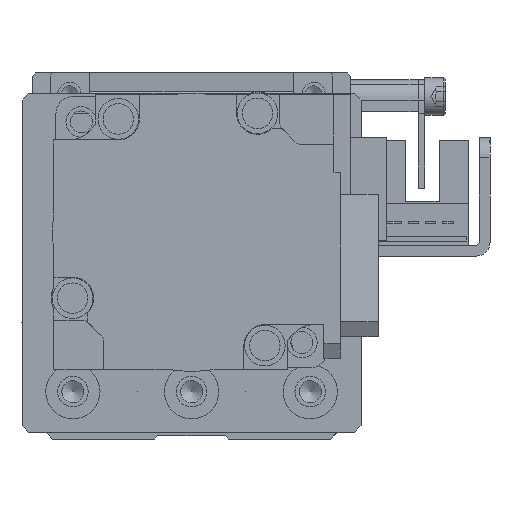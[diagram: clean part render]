
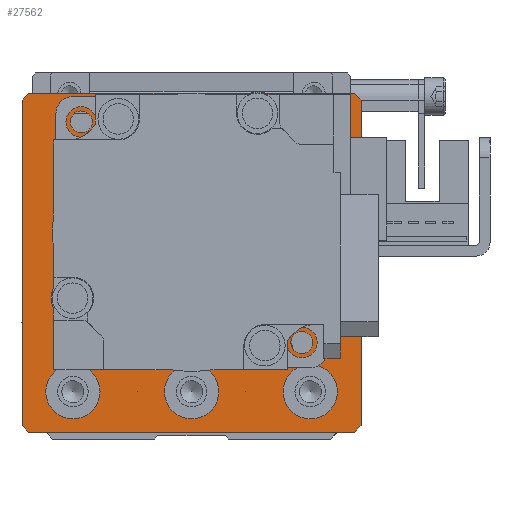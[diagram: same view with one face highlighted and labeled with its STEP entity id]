
A CAD part, front view. The second image highlights one B-rep face of the part: STEP entity #27562.
In plain terms, the highlighted face is planar.
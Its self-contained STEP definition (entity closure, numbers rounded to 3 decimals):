
#895=FACE_BOUND('',#4094,.T.);
#896=FACE_BOUND('',#4095,.T.);
#897=FACE_BOUND('',#4096,.T.);
#898=FACE_BOUND('',#4097,.T.);
#899=FACE_BOUND('',#4098,.T.);
#900=FACE_BOUND('',#4099,.T.);
#901=FACE_BOUND('',#4100,.T.);
#902=FACE_BOUND('',#4101,.T.);
#1389=PLANE('',#30001);
#2381=FACE_OUTER_BOUND('',#4093,.T.);
#4093=EDGE_LOOP('',(#20529,#20530,#20531,#20532,#20533,#20534,#20535,#20536));
#4094=EDGE_LOOP('',(#20537));
#4095=EDGE_LOOP('',(#20538));
#4096=EDGE_LOOP('',(#20539));
#4097=EDGE_LOOP('',(#20540));
#4098=EDGE_LOOP('',(#20541));
#4099=EDGE_LOOP('',(#20542));
#4100=EDGE_LOOP('',(#20543));
#4101=EDGE_LOOP('',(#20544));
#6193=LINE('',#43080,#8600);
#6199=LINE('',#43091,#8606);
#6206=LINE('',#43126,#8613);
#6209=LINE('',#43131,#8616);
#6210=LINE('',#43135,#8617);
#6213=LINE('',#43139,#8620);
#6214=LINE('',#43142,#8621);
#6231=LINE('',#43212,#8638);
#8600=VECTOR('',#34319,10.);
#8606=VECTOR('',#34327,10.);
#8613=VECTOR('',#34358,10.);
#8616=VECTOR('',#34363,10.);
#8617=VECTOR('',#34366,10.);
#8620=VECTOR('',#34371,10.);
#8621=VECTOR('',#34374,10.);
#8638=VECTOR('',#34461,10.);
#10692=CIRCLE('',#29976,4.);
#10695=CIRCLE('',#29982,4.);
#10698=CIRCLE('',#29988,4.);
#10699=CIRCLE('',#29991,1.621);
#10700=CIRCLE('',#29993,1.621);
#10701=CIRCLE('',#29995,1.621);
#10702=CIRCLE('',#29997,1.621);
#10703=CIRCLE('',#29999,15.);
#12479=VERTEX_POINT('',#43078);
#12480=VERTEX_POINT('',#43079);
#12484=VERTEX_POINT('',#43089);
#12500=VERTEX_POINT('',#43125);
#12501=VERTEX_POINT('',#43129);
#12502=VERTEX_POINT('',#43133);
#12503=VERTEX_POINT('',#43134);
#12504=VERTEX_POINT('',#43141);
#12511=VERTEX_POINT('',#43164);
#12514=VERTEX_POINT('',#43175);
#12517=VERTEX_POINT('',#43186);
#12518=VERTEX_POINT('',#43192);
#12519=VERTEX_POINT('',#43196);
#12520=VERTEX_POINT('',#43200);
#12521=VERTEX_POINT('',#43204);
#12522=VERTEX_POINT('',#43208);
#15443=EDGE_CURVE('',#12479,#12480,#6193,.T.);
#15449=EDGE_CURVE('',#12479,#12484,#6199,.T.);
#15466=EDGE_CURVE('',#12500,#12484,#6206,.T.);
#15469=EDGE_CURVE('',#12500,#12501,#6209,.T.);
#15470=EDGE_CURVE('',#12502,#12503,#6210,.T.);
#15473=EDGE_CURVE('',#12502,#12480,#6213,.T.);
#15474=EDGE_CURVE('',#12504,#12501,#6214,.T.);
#15484=EDGE_CURVE('',#12511,#12511,#10692,.T.);
#15489=EDGE_CURVE('',#12514,#12514,#10695,.T.);
#15494=EDGE_CURVE('',#12517,#12517,#10698,.T.);
#15497=EDGE_CURVE('',#12518,#12518,#10699,.T.);
#15499=EDGE_CURVE('',#12519,#12519,#10700,.T.);
#15501=EDGE_CURVE('',#12520,#12520,#10701,.T.);
#15503=EDGE_CURVE('',#12521,#12521,#10702,.T.);
#15505=EDGE_CURVE('',#12522,#12522,#10703,.T.);
#15507=EDGE_CURVE('',#12504,#12503,#6231,.T.);
#20529=ORIENTED_EDGE('',*,*,#15443,.F.);
#20530=ORIENTED_EDGE('',*,*,#15449,.T.);
#20531=ORIENTED_EDGE('',*,*,#15466,.F.);
#20532=ORIENTED_EDGE('',*,*,#15469,.T.);
#20533=ORIENTED_EDGE('',*,*,#15474,.F.);
#20534=ORIENTED_EDGE('',*,*,#15507,.T.);
#20535=ORIENTED_EDGE('',*,*,#15470,.F.);
#20536=ORIENTED_EDGE('',*,*,#15473,.T.);
#20537=ORIENTED_EDGE('',*,*,#15484,.T.);
#20538=ORIENTED_EDGE('',*,*,#15489,.T.);
#20539=ORIENTED_EDGE('',*,*,#15494,.T.);
#20540=ORIENTED_EDGE('',*,*,#15497,.T.);
#20541=ORIENTED_EDGE('',*,*,#15499,.T.);
#20542=ORIENTED_EDGE('',*,*,#15501,.T.);
#20543=ORIENTED_EDGE('',*,*,#15503,.T.);
#20544=ORIENTED_EDGE('',*,*,#15505,.T.);
#27562=ADVANCED_FACE('',(#2381,#895,#896,#897,#898,#899,#900,#901,#902),
#1389,.T.);
#29976=AXIS2_PLACEMENT_3D('',#43165,#34400,#34401);
#29982=AXIS2_PLACEMENT_3D('',#43176,#34414,#34415);
#29988=AXIS2_PLACEMENT_3D('',#43187,#34428,#34429);
#29991=AXIS2_PLACEMENT_3D('',#43193,#34436,#34437);
#29993=AXIS2_PLACEMENT_3D('',#43197,#34441,#34442);
#29995=AXIS2_PLACEMENT_3D('',#43201,#34446,#34447);
#29997=AXIS2_PLACEMENT_3D('',#43205,#34451,#34452);
#29999=AXIS2_PLACEMENT_3D('',#43209,#34456,#34457);
#30001=AXIS2_PLACEMENT_3D('',#43213,#34462,#34463);
#34319=DIRECTION('',(-0.707,0.707,0.));
#34327=DIRECTION('',(1.,0.,0.));
#34358=DIRECTION('',(-0.707,-0.707,0.));
#34363=DIRECTION('',(0.,1.,0.));
#34366=DIRECTION('',(0.707,0.707,0.));
#34371=DIRECTION('',(0.,-1.,0.));
#34374=DIRECTION('',(0.707,-0.707,0.));
#34400=DIRECTION('center_axis',(0.,0.,-1.));
#34401=DIRECTION('ref_axis',(1.,0.,0.));
#34414=DIRECTION('center_axis',(0.,0.,-1.));
#34415=DIRECTION('ref_axis',(1.,0.,0.));
#34428=DIRECTION('center_axis',(0.,0.,-1.));
#34429=DIRECTION('ref_axis',(1.,0.,0.));
#34436=DIRECTION('center_axis',(0.,0.,-1.));
#34437=DIRECTION('ref_axis',(1.,0.,0.));
#34441=DIRECTION('center_axis',(0.,0.,-1.));
#34442=DIRECTION('ref_axis',(1.,0.,0.));
#34446=DIRECTION('center_axis',(0.,0.,-1.));
#34447=DIRECTION('ref_axis',(1.,0.,0.));
#34451=DIRECTION('center_axis',(0.,0.,-1.));
#34452=DIRECTION('ref_axis',(1.,0.,0.));
#34456=DIRECTION('center_axis',(0.,0.,-1.));
#34457=DIRECTION('ref_axis',(1.,0.,0.));
#34461=DIRECTION('',(-1.,0.,0.));
#34462=DIRECTION('center_axis',(0.,0.,1.));
#34463=DIRECTION('ref_axis',(1.,0.,0.));
#43078=CARTESIAN_POINT('',(-24.,-25.,10.));
#43079=CARTESIAN_POINT('',(-25.,-24.,10.));
#43080=CARTESIAN_POINT('',(-24.5,-24.5,10.));
#43089=CARTESIAN_POINT('',(24.,-25.,10.));
#43091=CARTESIAN_POINT('',(-25.,-25.,10.));
#43125=CARTESIAN_POINT('',(25.,-24.,10.));
#43126=CARTESIAN_POINT('',(24.5,-24.5,10.));
#43129=CARTESIAN_POINT('',(25.,24.,10.));
#43131=CARTESIAN_POINT('',(25.,-25.,10.));
#43133=CARTESIAN_POINT('',(-25.,24.,10.));
#43134=CARTESIAN_POINT('',(-24.,25.,10.));
#43135=CARTESIAN_POINT('',(-24.5,24.5,10.));
#43139=CARTESIAN_POINT('',(-25.,25.,10.));
#43141=CARTESIAN_POINT('',(24.,25.,10.));
#43142=CARTESIAN_POINT('',(24.5,24.5,10.));
#43164=CARTESIAN_POINT('',(-4.,-19.,10.));
#43165=CARTESIAN_POINT('Origin',(0.,-19.,10.));
#43175=CARTESIAN_POINT('',(-21.5,-19.,10.));
#43176=CARTESIAN_POINT('Origin',(-17.5,-19.,10.));
#43186=CARTESIAN_POINT('',(13.5,-19.,10.));
#43187=CARTESIAN_POINT('Origin',(17.5,-19.,10.));
#43192=CARTESIAN_POINT('',(14.642,-11.763,10.));
#43193=CARTESIAN_POINT('Origin',(16.263,-11.763,10.));
#43196=CARTESIAN_POINT('',(-17.884,20.763,10.));
#43197=CARTESIAN_POINT('Origin',(-16.263,20.763,10.));
#43200=CARTESIAN_POINT('',(14.642,20.763,10.));
#43201=CARTESIAN_POINT('Origin',(16.263,20.763,10.));
#43204=CARTESIAN_POINT('',(-17.884,-11.763,10.));
#43205=CARTESIAN_POINT('Origin',(-16.263,-11.763,10.));
#43208=CARTESIAN_POINT('',(-15.,4.5,10.));
#43209=CARTESIAN_POINT('Origin',(0.,4.5,10.));
#43212=CARTESIAN_POINT('',(25.,25.,10.));
#43213=CARTESIAN_POINT('Origin',(0.,0.,10.));
